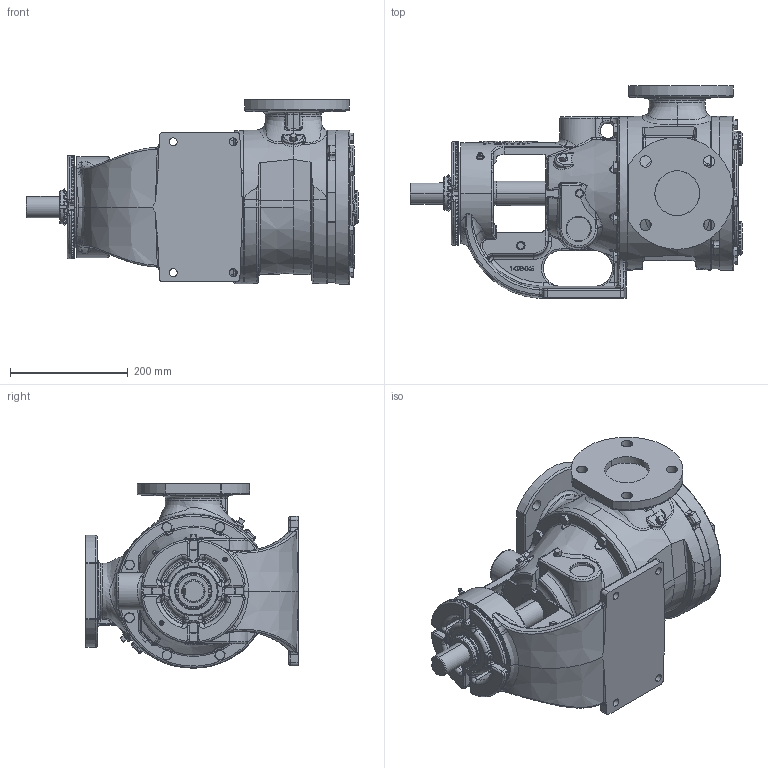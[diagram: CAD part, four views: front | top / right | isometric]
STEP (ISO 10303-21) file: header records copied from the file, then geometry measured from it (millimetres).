
FILE_DESCRIPTION (( 'STEP AP203' ), '1' );
FILE_NAME ('LL224AE.STEP', '2019-12-03T16:03:39', ( '' ), ( '' ), 'SwSTEP 2.0', 'SolidWorks 2018', '' );
FILE_SCHEMA (( 'CONFIG_CONTROL_DESIGN' ));
Length unit declared in the file: inch
Products named in the file (1): LL224AE
Bounding box: 563.75 x 360.43 x 313.62 mm (x, y, z)
Volume: 18475063.5 mm3; surface area: 842406.5 mm2
Topology: 1 solids, 1 shells, 2488 faces, 6281 edges, 3815 vertices
Faces by surface type: plane 646, cylinder 636, bspline 562, cone 467, torus 117, sphere 60
Entity records: 129123 total; most frequent: CARTESIAN_POINT 74579, ORIENTED_EDGE 12468, DIRECTION 10211, EDGE_CURVE 6234, AXIS2_PLACEMENT_3D 4239, VERTEX_POINT 3810, EDGE_LOOP 2586, FACE_OUTER_BOUND 2488
